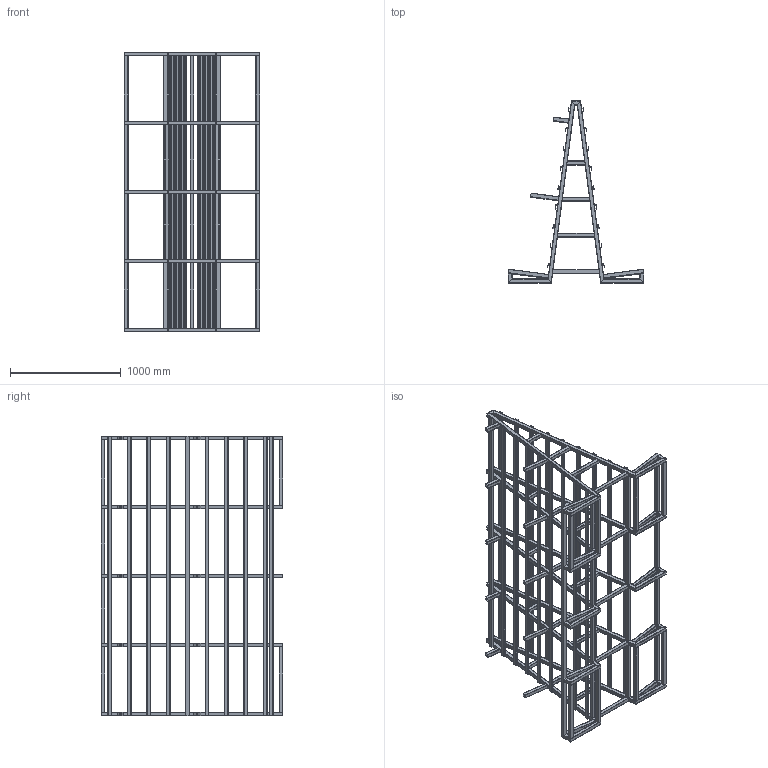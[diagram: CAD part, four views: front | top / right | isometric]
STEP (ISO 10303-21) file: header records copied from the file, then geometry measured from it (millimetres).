
FILE_DESCRIPTION(('FreeCAD Model'),'2;1');
FILE_NAME('Open CASCADE Shape Model','2025-04-26T00:30:45',('FreeCAD'),( 'FreeCAD'),'Open CASCADE STEP processor 7.6','FreeCAD','Unknown');
FILE_SCHEMA(('AUTOMOTIVE_DESIGN { 1 0 10303 214 1 1 1 1 }'));
Products named in the file (1): Open CASCADE STEP translator 7.6 1
Bounding box: 1221.34 x 1642.49 x 2526.92 mm (x, y, z)
Volume: 17489904.8 mm3; surface area: 20816719.5 mm2
Topology: 115 solids, 115 shells, 1638 faces, 4224 edges, 2816 vertices
Faces by surface type: bspline 1638
Entity records: 45750 total; most frequent: CARTESIAN_POINT 20245, ORIENTED_EDGE 8448, EDGE_CURVE 4224, B_SPLINE_CURVE_WITH_KNOTS 3248, VERTEX_POINT 2816, FACE_BOUND 1868, EDGE_LOOP 1868, ADVANCED_FACE 1638
